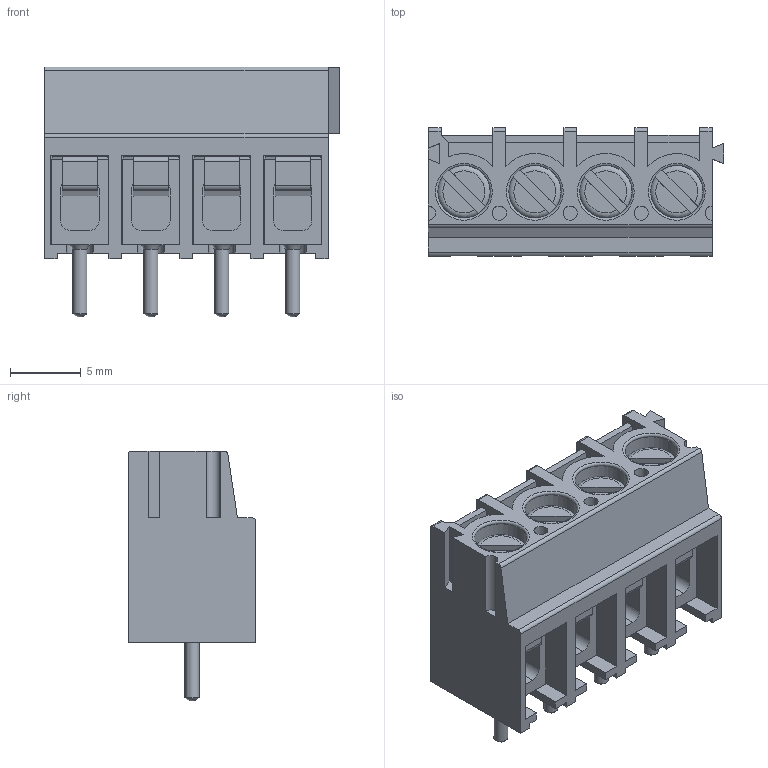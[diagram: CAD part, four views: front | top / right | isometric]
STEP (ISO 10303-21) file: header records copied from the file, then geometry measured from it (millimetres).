
FILE_DESCRIPTION(('STEP AP214'), '1');
FILE_NAME('DG302', '2019-10-01T20:08:32', ('AF'), (''), 'UNSPECIFIED', 'UNSPECIFIED', '');
FILE_SCHEMA(('AUTOMOTIVE_DESIGN { 1 0 10303 214 3 1 1}'));
Length unit declared in the file: millimetre
Assembly tree (12 placements, depth 2):
  (unnamed)
    (unnamed)  x4
    (unnamed)  x4
    (unnamed)  x4
Bounding box: 20.8 x 9 x 17.6 mm (x, y, z)
Volume: 1407.7 mm3; surface area: 3773.7 mm2
Topology: 13 solids, 13 shells, 439 faces, 1108 edges, 698 vertices
Faces by surface type: plane 319, cylinder 92, cone 12, torus 12, sphere 4
Full cylindrical faces by diameter (mm): 1 x7, 2.3 x4, 2.5 x4, 3 x8, 3.05 x4, 3.8 x4, 4 x4
Entity records: 9308 total; most frequent: CARTESIAN_POINT 1414, DIRECTION 1153, ORIENTED_EDGE 1148, EDGE_CURVE 574, LINE 467, VECTOR 467, VERTEX_POINT 387, AXIS2_PLACEMENT_3D 343
